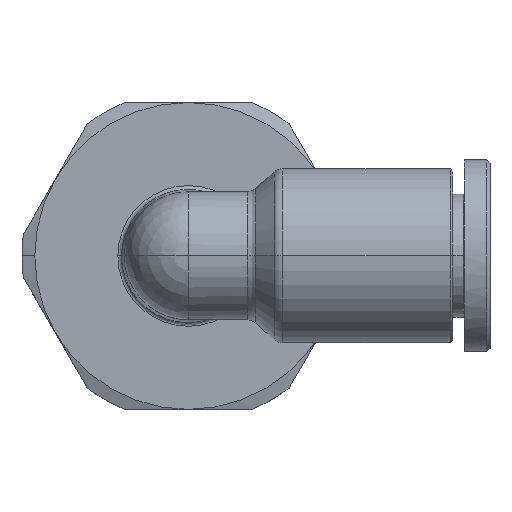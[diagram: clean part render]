
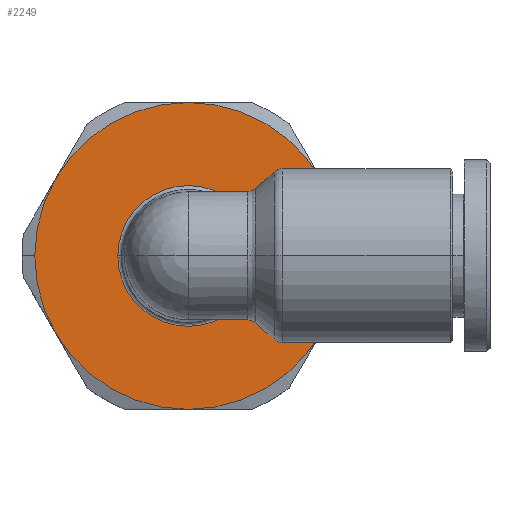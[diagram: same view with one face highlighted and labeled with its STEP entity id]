
A CAD part, top view. The second image highlights one B-rep face of the part: STEP entity #2249.
In plain terms, the highlighted planar face has unit normal (0, 0, 1).
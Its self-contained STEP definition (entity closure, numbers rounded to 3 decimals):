
#1847=CARTESIAN_POINT('',(4.528,0.,-12.3));
#1848=VERTEX_POINT('',#1847);
#1864=CARTESIAN_POINT('',(2.92,6.,-12.3));
#1865=VERTEX_POINT('',#1864);
#1879=CARTESIAN_POINT('',(-7.472,0.,-12.3));
#1880=DIRECTION('',(0.0,0.0,1.0));
#1881=DIRECTION('',(1.0,0.0,0.0));
#1882=AXIS2_PLACEMENT_3D('',#1879,#1880,#1881);
#1883=CIRCLE('',#1882,12.);
#1884=EDGE_CURVE('',#1848,#1865,#1883,.T.);
#1894=CARTESIAN_POINT('',(-19.472,0.,-12.3));
#1895=VERTEX_POINT('',#1894);
#1904=CARTESIAN_POINT('',(-17.865,6.,-12.3));
#1905=VERTEX_POINT('',#1904);
#1906=CARTESIAN_POINT('',(-7.472,0.,-12.3));
#1907=DIRECTION('',(0.0,0.0,1.0));
#1908=DIRECTION('',(1.0,0.0,0.0));
#1909=AXIS2_PLACEMENT_3D('',#1906,#1907,#1908);
#1910=CIRCLE('',#1909,12.);
#1911=EDGE_CURVE('',#1905,#1895,#1910,.T.);
#2067=CARTESIAN_POINT('',(-1.968,0.,-12.3));
#2068=VERTEX_POINT('',#2067);
#2077=CARTESIAN_POINT('',(-12.976,0.,-12.3));
#2078=VERTEX_POINT('',#2077);
#2086=CARTESIAN_POINT('',(-7.472,0.,-12.3));
#2087=DIRECTION('',(0.0,0.0,1.0));
#2088=DIRECTION('',(-1.0,0.0,0.0));
#2089=AXIS2_PLACEMENT_3D('',#2086,#2087,#2088);
#2090=CIRCLE('',#2089,5.504);
#2091=EDGE_CURVE('',#2078,#2068,#2090,.T.);
#2150=CARTESIAN_POINT('',(-7.472,0.,-12.3));
#2151=DIRECTION('',(0.0,0.0,1.0));
#2152=DIRECTION('',(-1.0,0.0,0.0));
#2153=AXIS2_PLACEMENT_3D('',#2150,#2151,#2152);
#2154=CIRCLE('',#2153,5.504);
#2155=EDGE_CURVE('',#2068,#2078,#2154,.T.);
#2186=CARTESIAN_POINT('',(-7.472,0.,-12.3));
#2187=DIRECTION('',(0.0,0.0,-1.0));
#2188=DIRECTION('',(-1.0,0.0,0.0));
#2189=AXIS2_PLACEMENT_3D('',#2186,#2187,#2188);
#2190=PLANE('',#2189);
#2191=ORIENTED_EDGE('',*,*,#1911,.T.);
#2192=CARTESIAN_POINT('',(-17.865,-6.,-12.3));
#2193=VERTEX_POINT('',#2192);
#2194=CARTESIAN_POINT('',(-7.472,0.,-12.3));
#2195=DIRECTION('',(0.0,0.0,1.0));
#2196=DIRECTION('',(1.0,0.0,0.0));
#2197=AXIS2_PLACEMENT_3D('',#2194,#2195,#2196);
#2198=CIRCLE('',#2197,12.);
#2199=EDGE_CURVE('',#1895,#2193,#2198,.T.);
#2200=ORIENTED_EDGE('',*,*,#2199,.T.);
#2201=CARTESIAN_POINT('',(-7.472,-12.,-12.3));
#2202=VERTEX_POINT('',#2201);
#2203=CARTESIAN_POINT('',(-7.472,0.,-12.3));
#2204=DIRECTION('',(0.0,0.0,1.0));
#2205=DIRECTION('',(1.0,0.0,0.0));
#2206=AXIS2_PLACEMENT_3D('',#2203,#2204,#2205);
#2207=CIRCLE('',#2206,12.);
#2208=EDGE_CURVE('',#2193,#2202,#2207,.T.);
#2209=ORIENTED_EDGE('',*,*,#2208,.T.);
#2210=CARTESIAN_POINT('',(2.92,-6.,-12.3));
#2211=VERTEX_POINT('',#2210);
#2212=CARTESIAN_POINT('',(-7.472,0.,-12.3));
#2213=DIRECTION('',(0.0,0.0,1.0));
#2214=DIRECTION('',(1.0,0.0,0.0));
#2215=AXIS2_PLACEMENT_3D('',#2212,#2213,#2214);
#2216=CIRCLE('',#2215,12.);
#2217=EDGE_CURVE('',#2202,#2211,#2216,.T.);
#2218=ORIENTED_EDGE('',*,*,#2217,.T.);
#2219=CARTESIAN_POINT('',(-7.472,0.,-12.3));
#2220=DIRECTION('',(0.0,0.0,1.0));
#2221=DIRECTION('',(1.0,0.0,0.0));
#2222=AXIS2_PLACEMENT_3D('',#2219,#2220,#2221);
#2223=CIRCLE('',#2222,12.);
#2224=EDGE_CURVE('',#2211,#1848,#2223,.T.);
#2225=ORIENTED_EDGE('',*,*,#2224,.T.);
#2226=ORIENTED_EDGE('',*,*,#1884,.T.);
#2227=CARTESIAN_POINT('',(-7.472,12.,-12.3));
#2228=VERTEX_POINT('',#2227);
#2229=CARTESIAN_POINT('',(-7.472,0.,-12.3));
#2230=DIRECTION('',(0.0,0.0,1.0));
#2231=DIRECTION('',(1.0,0.0,0.0));
#2232=AXIS2_PLACEMENT_3D('',#2229,#2230,#2231);
#2233=CIRCLE('',#2232,12.);
#2234=EDGE_CURVE('',#1865,#2228,#2233,.T.);
#2235=ORIENTED_EDGE('',*,*,#2234,.T.);
#2236=CARTESIAN_POINT('',(-7.472,0.,-12.3));
#2237=DIRECTION('',(0.0,0.0,1.0));
#2238=DIRECTION('',(1.0,0.0,0.0));
#2239=AXIS2_PLACEMENT_3D('',#2236,#2237,#2238);
#2240=CIRCLE('',#2239,12.);
#2241=EDGE_CURVE('',#2228,#1905,#2240,.T.);
#2242=ORIENTED_EDGE('',*,*,#2241,.T.);
#2243=EDGE_LOOP('',(#2191,#2200,#2209,#2218,#2225,#2226,#2235,#2242));
#2244=FACE_OUTER_BOUND('',#2243,.T.);
#2245=ORIENTED_EDGE('',*,*,#2155,.F.);
#2246=ORIENTED_EDGE('',*,*,#2091,.F.);
#2247=EDGE_LOOP('',(#2245,#2246));
#2248=FACE_BOUND('',#2247,.T.);
#2249=ADVANCED_FACE('',(#2244,#2248),#2190,.F.);
